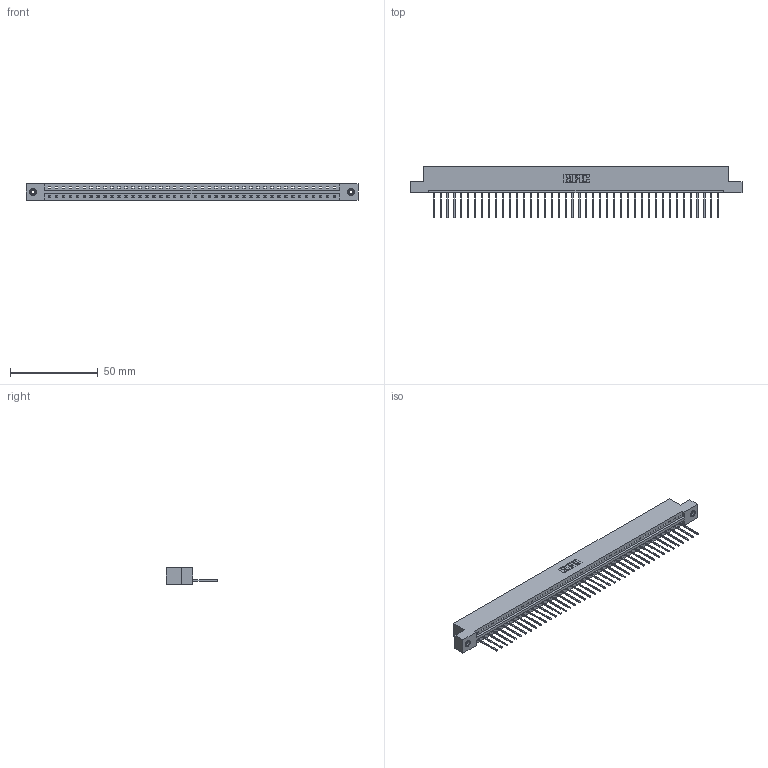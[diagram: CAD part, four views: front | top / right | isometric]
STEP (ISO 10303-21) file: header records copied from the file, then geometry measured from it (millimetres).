
FILE_DESCRIPTION (( 'STEP AP203' ), '1' );
FILE_NAME ('337-042-540-108.STEP', '2018-08-09T00:06:21', ( '' ), ( '' ), 'SwSTEP 2.0', 'SolidWorks 2016', '' );
FILE_SCHEMA (( 'CONFIG_CONTROL_DESIGN' ));
Length unit declared in the file: inch
Products named in the file (4): 337 Part_Flush Mounting Lugs - 0.156 Dia-TI; 345-292-001_345-293-140; 345-250-001_345-250-003-102; 337-042-540-108
Assembly tree (45 placements, depth 2):
  337-042-540-108
    337 Part_Flush Mounting Lugs - 0.156 Dia-TI
    345-292-001_345-293-140  x42
    345-250-001_345-250-003-102  x2
Bounding box: 189.43 x 29.47 x 9.4 mm (x, y, z)
Volume: 19738.8 mm3; surface area: 20848.9 mm2
Topology: 45 solids, 45 shells, 2778 faces, 8343 edges, 5498 vertices
Faces by surface type: plane 2034, cylinder 728, cone 12, torus 4
Entity records: 32424 total; most frequent: CARTESIAN_POINT 5627, ORIENTED_EDGE 5598, DIRECTION 4769, EDGE_CURVE 2799, LINE 2651, VECTOR 2651, VERTEX_POINT 1860, AXIS2_PLACEMENT_3D 1059
